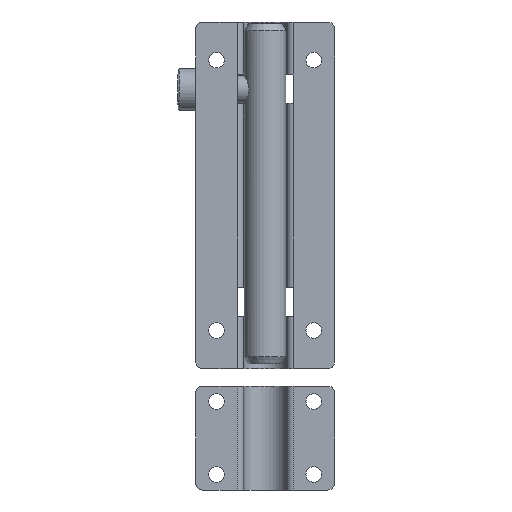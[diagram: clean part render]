
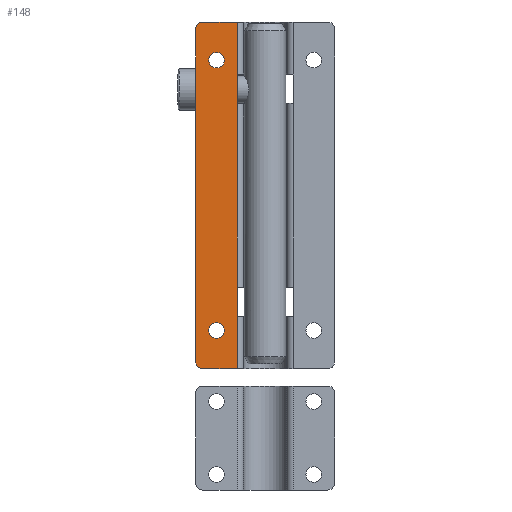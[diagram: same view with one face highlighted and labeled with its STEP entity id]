
A CAD part, front view. The second image highlights one B-rep face of the part: STEP entity #148.
In plain terms, the highlighted planar face has unit normal (0, -1, 0).
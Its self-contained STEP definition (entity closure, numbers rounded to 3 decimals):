
#37 = ORIENTED_EDGE ( 'NONE', *, *, #3342, .T. ) ;
#78 = VECTOR ( 'NONE', #2065, 1000. ) ;
#93 = PLANE ( 'NONE',  #1263 ) ;
#148 = ADVANCED_FACE ( 'NONE', ( #832, #2220, #1115 ), #93, .F. ) ;
#178 = EDGE_CURVE ( 'NONE', #4010, #2918, #3934, .T. ) ;
#193 = DIRECTION ( 'NONE',  ( 0., 0., 1. ) ) ;
#246 = VECTOR ( 'NONE', #853, 1000. ) ;
#279 = EDGE_CURVE ( 'NONE', #3942, #4358, #3137, .T. ) ;
#306 = ORIENTED_EDGE ( 'NONE', *, *, #4121, .F. ) ;
#379 = CARTESIAN_POINT ( 'NONE',  ( -8.05, 0., 26.5 ) ) ;
#460 = VERTEX_POINT ( 'NONE', #3228 ) ;
#502 = ORIENTED_EDGE ( 'NONE', *, *, #1668, .T. ) ;
#510 = DIRECTION ( 'NONE',  ( -1., 0., 0. ) ) ;
#561 = ORIENTED_EDGE ( 'NONE', *, *, #4119, .T. ) ;
#595 = CARTESIAN_POINT ( 'NONE',  ( -8.05, 0., -50. ) ) ;
#699 = CARTESIAN_POINT ( 'NONE',  ( -8.05, 0., 35. ) ) ;
#724 = CIRCLE ( 'NONE', #3181, 2.25 ) ;
#807 = CARTESIAN_POINT ( 'NONE',  ( -20., 0., 50. ) ) ;
#813 = CARTESIAN_POINT ( 'NONE',  ( -8.05, 0., -50. ) ) ;
#832 = FACE_BOUND ( 'NONE', #2463, .T. ) ;
#838 = DIRECTION ( 'NONE',  ( 0., 0., 1. ) ) ;
#853 = DIRECTION ( 'NONE',  ( -1., 0., 0. ) ) ;
#856 = VECTOR ( 'NONE', #3997, 1000. ) ;
#926 = DIRECTION ( 'NONE',  ( 0., 0., 1. ) ) ;
#933 = CIRCLE ( 'NONE', #1598, 2. ) ;
#937 = CARTESIAN_POINT ( 'NONE',  ( -14., 0., -39. ) ) ;
#1100 = VERTEX_POINT ( 'NONE', #3239 ) ;
#1115 = FACE_OUTER_BOUND ( 'NONE', #1397, .T. ) ;
#1193 = DIRECTION ( 'NONE',  ( 0., 1., 0. ) ) ;
#1220 = LINE ( 'NONE', #2596, #856 ) ;
#1263 = AXIS2_PLACEMENT_3D ( 'NONE', #1493, #1478, #2197 ) ;
#1293 = VERTEX_POINT ( 'NONE', #4093 ) ;
#1329 = ORIENTED_EDGE ( 'NONE', *, *, #279, .F. ) ;
#1332 = VERTEX_POINT ( 'NONE', #379 ) ;
#1397 = EDGE_LOOP ( 'NONE', ( #1535, #502, #3938, #3806, #1329, #3494, #306, #3759, #2275, #37 ) ) ;
#1446 = VECTOR ( 'NONE', #510, 1000. ) ;
#1478 = DIRECTION ( 'NONE',  ( 0., 1., 0. ) ) ;
#1493 = CARTESIAN_POINT ( 'NONE',  ( -20., 0., -50. ) ) ;
#1535 = ORIENTED_EDGE ( 'NONE', *, *, #4282, .F. ) ;
#1546 = CARTESIAN_POINT ( 'NONE',  ( -8.05, 0., 100.025 ) ) ;
#1598 = AXIS2_PLACEMENT_3D ( 'NONE', #3962, #3307, #838 ) ;
#1634 = LINE ( 'NONE', #4437, #1739 ) ;
#1668 = EDGE_CURVE ( 'NONE', #460, #4039, #933, .T. ) ;
#1712 = DIRECTION ( 'NONE',  ( 0., 1., 0. ) ) ;
#1739 = VECTOR ( 'NONE', #926, 1000. ) ;
#1748 = AXIS2_PLACEMENT_3D ( 'NONE', #2550, #1193, #2254 ) ;
#1832 = ORIENTED_EDGE ( 'NONE', *, *, #2563, .T. ) ;
#1893 = CIRCLE ( 'NONE', #1748, 2.25 ) ;
#1928 = CARTESIAN_POINT ( 'NONE',  ( -8.05, 0., 50. ) ) ;
#1929 = LINE ( 'NONE', #3652, #1446 ) ;
#2065 = DIRECTION ( 'NONE',  ( 0., 0., 1. ) ) ;
#2129 = DIRECTION ( 'NONE',  ( 0., 0., -1. ) ) ;
#2197 = DIRECTION ( 'NONE',  ( 0., 0., 1. ) ) ;
#2220 = FACE_BOUND ( 'NONE', #4479, .T. ) ;
#2254 = DIRECTION ( 'NONE',  ( 0., 0., 1. ) ) ;
#2275 = ORIENTED_EDGE ( 'NONE', *, *, #178, .T. ) ;
#2277 = CARTESIAN_POINT ( 'NONE',  ( -18., 0., -50. ) ) ;
#2295 = CARTESIAN_POINT ( 'NONE',  ( -18., 0., 50. ) ) ;
#2325 = VERTEX_POINT ( 'NONE', #595 ) ;
#2328 = DIRECTION ( 'NONE',  ( 0., 0., 1. ) ) ;
#2343 = VERTEX_POINT ( 'NONE', #4074 ) ;
#2397 = CARTESIAN_POINT ( 'NONE',  ( -8.05, 0., 100.025 ) ) ;
#2433 = LINE ( 'NONE', #3822, #78 ) ;
#2463 = EDGE_LOOP ( 'NONE', ( #1832 ) ) ;
#2550 = CARTESIAN_POINT ( 'NONE',  ( -14., 0., 39. ) ) ;
#2563 = EDGE_CURVE ( 'NONE', #2343, #2343, #724, .T. ) ;
#2596 = CARTESIAN_POINT ( 'NONE',  ( -8.05, 0., -50. ) ) ;
#2657 = CARTESIAN_POINT ( 'NONE',  ( -18., 0., 48. ) ) ;
#2683 = VECTOR ( 'NONE', #3667, 1000. ) ;
#2853 = EDGE_CURVE ( 'NONE', #3942, #1332, #1634, .T. ) ;
#2887 = CIRCLE ( 'NONE', #3340, 2. ) ;
#2918 = VERTEX_POINT ( 'NONE', #2295 ) ;
#3137 = LINE ( 'NONE', #2397, #4453 ) ;
#3181 = AXIS2_PLACEMENT_3D ( 'NONE', #937, #1712, #2328 ) ;
#3221 = EDGE_CURVE ( 'NONE', #2325, #4358, #1220, .T. ) ;
#3228 = CARTESIAN_POINT ( 'NONE',  ( -20., 0., -48. ) ) ;
#3239 = CARTESIAN_POINT ( 'NONE',  ( -20., 0., 48. ) ) ;
#3256 = EDGE_CURVE ( 'NONE', #2325, #4039, #1929, .T. ) ;
#3305 = LINE ( 'NONE', #813, #4075 ) ;
#3307 = DIRECTION ( 'NONE',  ( 0., -1., 0. ) ) ;
#3340 = AXIS2_PLACEMENT_3D ( 'NONE', #2657, #3692, #3672 ) ;
#3342 = EDGE_CURVE ( 'NONE', #2918, #1100, #2887, .T. ) ;
#3493 = CARTESIAN_POINT ( 'NONE',  ( -8.05, 0., -26.5 ) ) ;
#3494 = ORIENTED_EDGE ( 'NONE', *, *, #2853, .T. ) ;
#3652 = CARTESIAN_POINT ( 'NONE',  ( -20., 0., -50. ) ) ;
#3667 = DIRECTION ( 'NONE',  ( 0., 0., -1. ) ) ;
#3672 = DIRECTION ( 'NONE',  ( 0., 0., 1. ) ) ;
#3679 = VERTEX_POINT ( 'NONE', #699 ) ;
#3692 = DIRECTION ( 'NONE',  ( 0., -1., 0. ) ) ;
#3759 = ORIENTED_EDGE ( 'NONE', *, *, #4152, .T. ) ;
#3806 = ORIENTED_EDGE ( 'NONE', *, *, #3221, .T. ) ;
#3822 = CARTESIAN_POINT ( 'NONE',  ( -20., 0., -50. ) ) ;
#3869 = CARTESIAN_POINT ( 'NONE',  ( -8.05, 0., -35. ) ) ;
#3934 = LINE ( 'NONE', #807, #246 ) ;
#3938 = ORIENTED_EDGE ( 'NONE', *, *, #3256, .F. ) ;
#3942 = VERTEX_POINT ( 'NONE', #3493 ) ;
#3962 = CARTESIAN_POINT ( 'NONE',  ( -18., 0., -48. ) ) ;
#3997 = DIRECTION ( 'NONE',  ( 0., 0., 1. ) ) ;
#4010 = VERTEX_POINT ( 'NONE', #1928 ) ;
#4039 = VERTEX_POINT ( 'NONE', #2277 ) ;
#4074 = CARTESIAN_POINT ( 'NONE',  ( -14., 0., -36.75 ) ) ;
#4075 = VECTOR ( 'NONE', #193, 1000. ) ;
#4093 = CARTESIAN_POINT ( 'NONE',  ( -14., 0., 41.25 ) ) ;
#4119 = EDGE_CURVE ( 'NONE', #1293, #1293, #1893, .T. ) ;
#4121 = EDGE_CURVE ( 'NONE', #3679, #1332, #4372, .T. ) ;
#4152 = EDGE_CURVE ( 'NONE', #3679, #4010, #3305, .T. ) ;
#4282 = EDGE_CURVE ( 'NONE', #460, #1100, #2433, .T. ) ;
#4358 = VERTEX_POINT ( 'NONE', #3869 ) ;
#4372 = LINE ( 'NONE', #1546, #2683 ) ;
#4437 = CARTESIAN_POINT ( 'NONE',  ( -8.05, 0., -50. ) ) ;
#4453 = VECTOR ( 'NONE', #2129, 1000. ) ;
#4479 = EDGE_LOOP ( 'NONE', ( #561 ) ) ;
